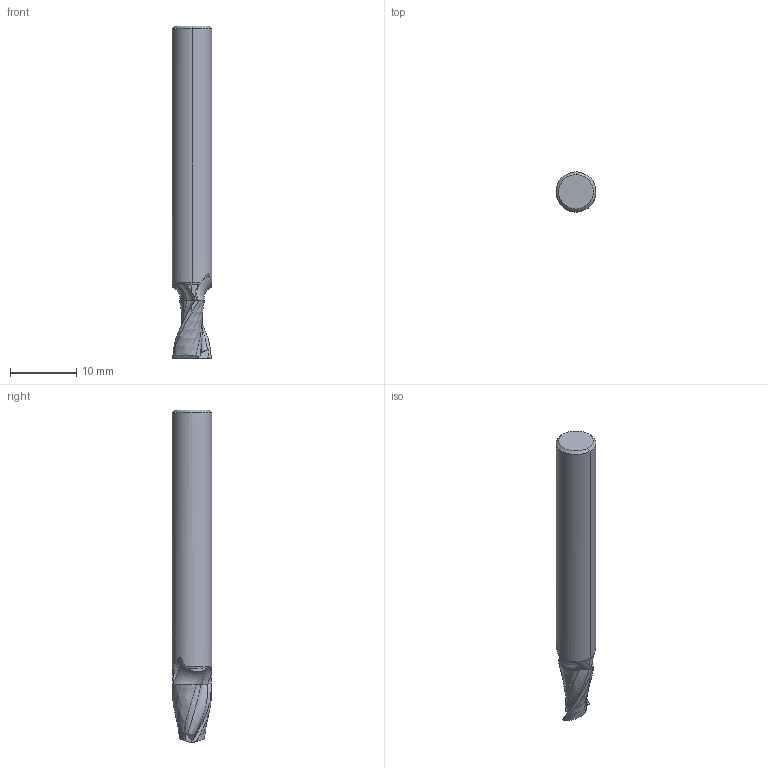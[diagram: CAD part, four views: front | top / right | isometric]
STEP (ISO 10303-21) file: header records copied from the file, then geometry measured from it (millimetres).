
FILE_DESCRIPTION(('no description'),'unknown implementation level');
FILE_NAME('solidFElUELpv6ly0sozP5ySLNn9dqF0_1.STP',' ',('CIM GmbH Aachen'),('CADClick - KiM GmbH - www.kimweb.de'),'unknown preprocess','ACIS','unknown authorization');
FILE_SCHEMA(('automotive_design'));
Length unit declared in the file: millimetre
Products named in the file (2): 1; 2
Bounding box: 6 x 6 x 50 mm (x, y, z)
Volume: 1238.4 mm3; surface area: 972.4 mm2
Topology: 2 solids, 2 shells, 69 faces, 193 edges, 127 vertices
Faces by surface type: plane 24, cylinder 15, cone 10, revolution 10, bspline 10
Entity records: 6960 total; most frequent: CARTESIAN_POINT 3132, STYLED_ITEM 391, PRESENTATION_STYLE_ASSIGNMENT 391, COLOUR_RGB 391, ORIENTED_EDGE 386, DIRECTION 274, EDGE_CURVE 193, CURVE_STYLE 193
